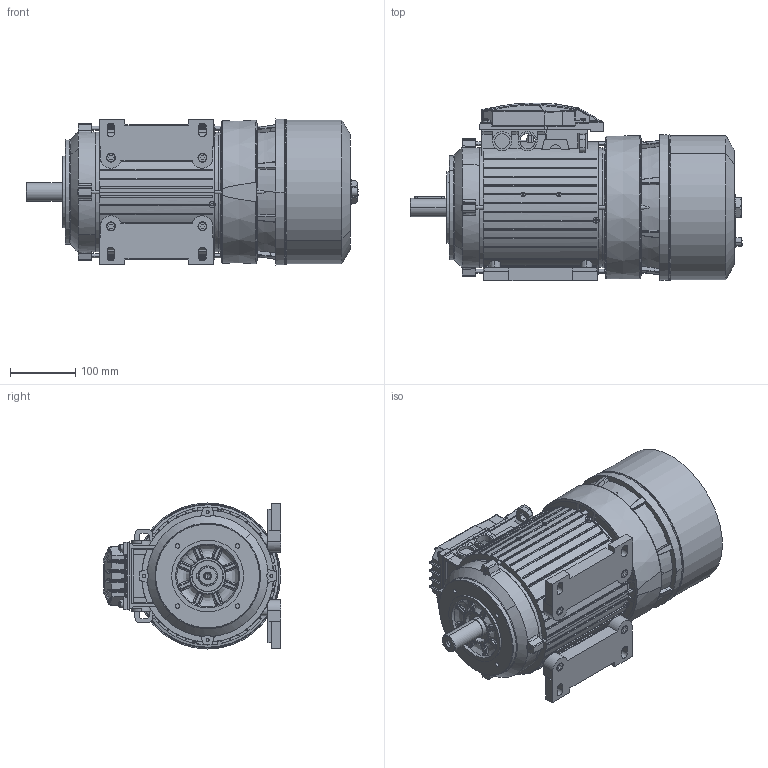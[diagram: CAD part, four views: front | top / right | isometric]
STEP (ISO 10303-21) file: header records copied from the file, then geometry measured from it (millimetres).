
FILE_DESCRIPTION (( 'STEP AP214' ), '1' );
FILE_NAME ('18OM.STEP', '2024-04-23T22:57:36', ( '' ), ( '' ), 'SwSTEP 2.0', 'SolidWorks 2021', '' );
FILE_SCHEMA (( 'AUTOMOTIVE_DESIGN' ));
Length unit declared in the file: inch
Products named in the file (1): 18OM
Bounding box: 508.18 x 271.93 x 223.5 mm (x, y, z)
Volume: 13981855.7 mm3; surface area: 805402.5 mm2
Topology: 12 solids, 16 shells, 3436 faces, 8911 edges, 5606 vertices
Faces by surface type: plane 1289, bspline 1009, cylinder 733, cone 399, torus 6
Entity records: 157409 total; most frequent: CARTESIAN_POINT 81348, ORIENTED_EDGE 17690, DIRECTION 13084, EDGE_CURVE 8845, VERTEX_POINT 5606, AXIS2_PLACEMENT_3D 4635, VECTOR 3814, LINE 3814
